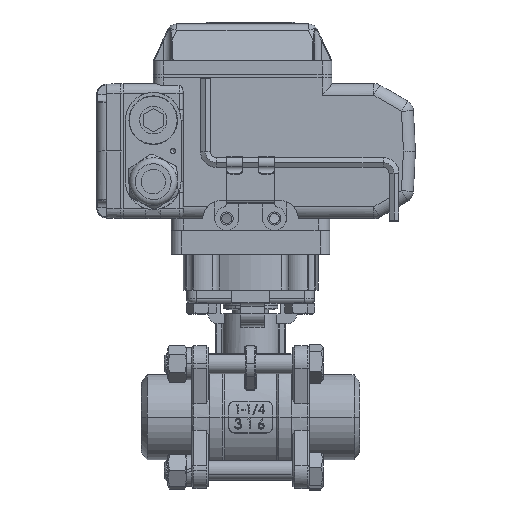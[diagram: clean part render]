
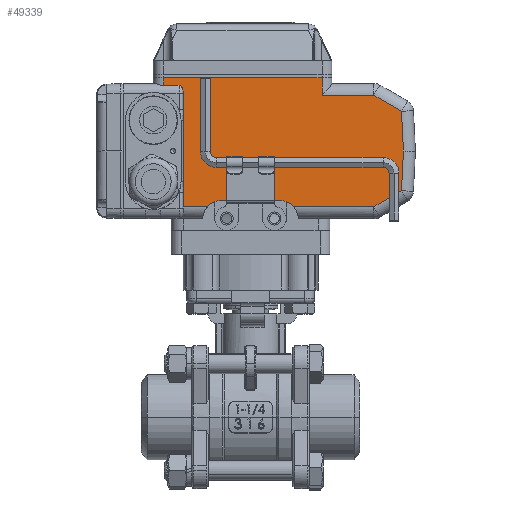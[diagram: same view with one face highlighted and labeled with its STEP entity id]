
A CAD part, top view. The second image highlights one B-rep face of the part: STEP entity #49339.
In plain terms, the highlighted face is planar.
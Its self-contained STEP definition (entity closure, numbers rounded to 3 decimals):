
#2410=B_SPLINE_CURVE_WITH_KNOTS('',3,(#88464,#88465,#88466,#88467,#88468,
#88469,#88470),.UNSPECIFIED.,.F.,.F.,(4,1,1,1,4),(0.,
0.001,0.003,0.004,0.005),
 .UNSPECIFIED.);
#4081=CIRCLE('',#53741,9.);
#4082=CIRCLE('',#53742,9.);
#11216=ORIENTED_EDGE('',*,*,#23443,.T.);
#11217=ORIENTED_EDGE('',*,*,#23444,.F.);
#11218=ORIENTED_EDGE('',*,*,#23445,.F.);
#11219=ORIENTED_EDGE('',*,*,#23446,.F.);
#11220=ORIENTED_EDGE('',*,*,#23447,.T.);
#11221=ORIENTED_EDGE('',*,*,#23448,.T.);
#11222=ORIENTED_EDGE('',*,*,#23449,.T.);
#11223=ORIENTED_EDGE('',*,*,#23450,.T.);
#11224=ORIENTED_EDGE('',*,*,#23451,.T.);
#11225=ORIENTED_EDGE('',*,*,#23452,.T.);
#11226=ORIENTED_EDGE('',*,*,#22550,.F.);
#11227=ORIENTED_EDGE('',*,*,#22533,.F.);
#11228=ORIENTED_EDGE('',*,*,#23442,.T.);
#11229=ORIENTED_EDGE('',*,*,#23453,.T.);
#11230=ORIENTED_EDGE('',*,*,#23454,.T.);
#11231=ORIENTED_EDGE('',*,*,#23455,.T.);
#11232=ORIENTED_EDGE('',*,*,#23456,.T.);
#11233=ORIENTED_EDGE('',*,*,#23457,.T.);
#22533=EDGE_CURVE('',#29226,#29219,#33609,.T.);
#22550=EDGE_CURVE('',#29219,#29243,#33614,.T.);
#23442=EDGE_CURVE('',#29226,#29791,#34016,.T.);
#23443=EDGE_CURVE('',#29792,#29793,#34017,.T.);
#23444=EDGE_CURVE('',#29794,#29793,#4081,.T.);
#23445=EDGE_CURVE('',#29795,#29794,#34018,.T.);
#23446=EDGE_CURVE('',#29796,#29795,#4082,.T.);
#23447=EDGE_CURVE('',#29796,#29797,#34019,.T.);
#23448=EDGE_CURVE('',#29797,#29798,#34020,.T.);
#23449=EDGE_CURVE('',#29798,#29799,#34021,.T.);
#23450=EDGE_CURVE('',#29799,#29800,#34022,.T.);
#23451=EDGE_CURVE('',#29800,#29801,#34023,.T.);
#23452=EDGE_CURVE('',#29801,#29243,#34024,.T.);
#23453=EDGE_CURVE('',#29791,#29802,#34025,.T.);
#23454=EDGE_CURVE('',#29802,#29803,#2410,.T.);
#23455=EDGE_CURVE('',#29803,#29804,#34026,.T.);
#23456=EDGE_CURVE('',#29804,#29805,#34027,.T.);
#23457=EDGE_CURVE('',#29805,#29792,#34028,.T.);
#29219=VERTEX_POINT('',#86486);
#29226=VERTEX_POINT('',#86499);
#29243=VERTEX_POINT('',#86536);
#29791=VERTEX_POINT('',#88439);
#29792=VERTEX_POINT('',#88443);
#29793=VERTEX_POINT('',#88444);
#29794=VERTEX_POINT('',#88446);
#29795=VERTEX_POINT('',#88448);
#29796=VERTEX_POINT('',#88450);
#29797=VERTEX_POINT('',#88452);
#29798=VERTEX_POINT('',#88454);
#29799=VERTEX_POINT('',#88456);
#29800=VERTEX_POINT('',#88458);
#29801=VERTEX_POINT('',#88460);
#29802=VERTEX_POINT('',#88463);
#29803=VERTEX_POINT('',#88471);
#29804=VERTEX_POINT('',#88473);
#29805=VERTEX_POINT('',#88475);
#33609=LINE('',#86500,#37302);
#33614=LINE('',#86535,#37307);
#34016=LINE('',#88440,#37709);
#34017=LINE('',#88442,#37710);
#34018=LINE('',#88447,#37711);
#34019=LINE('',#88451,#37712);
#34020=LINE('',#88453,#37713);
#34021=LINE('',#88455,#37714);
#34022=LINE('',#88457,#37715);
#34023=LINE('',#88459,#37716);
#34024=LINE('',#88461,#37717);
#34025=LINE('',#88462,#37718);
#34026=LINE('',#88472,#37719);
#34027=LINE('',#88474,#37720);
#34028=LINE('',#88476,#37721);
#37302=VECTOR('',#60462,1000.);
#37307=VECTOR('',#60495,1000.);
#37709=VECTOR('',#62433,1000.);
#37710=VECTOR('',#62436,1000.);
#37711=VECTOR('',#62439,1000.);
#37712=VECTOR('',#62442,1000.);
#37713=VECTOR('',#62443,1000.);
#37714=VECTOR('',#62444,1000.);
#37715=VECTOR('',#62445,1000.);
#37716=VECTOR('',#62446,1000.);
#37717=VECTOR('',#62447,1000.);
#37718=VECTOR('',#62448,1000.);
#37719=VECTOR('',#62449,1000.);
#37720=VECTOR('',#62450,1000.);
#37721=VECTOR('',#62451,1000.);
#41256=EDGE_LOOP('',(#11216,#11217,#11218,#11219,#11220,#11221,#11222,#11223,
#11224,#11225,#11226,#11227,#11228,#11229,#11230,#11231,#11232,#11233));
#44727=FACE_BOUND('',#41256,.T.);
#47473=PLANE('',#53740);
#49339=ADVANCED_FACE('',(#44727),#47473,.F.);
#53740=AXIS2_PLACEMENT_3D('',#88441,#62434,#62435);
#53741=AXIS2_PLACEMENT_3D('',#88445,#62437,#62438);
#53742=AXIS2_PLACEMENT_3D('',#88449,#62440,#62441);
#60462=DIRECTION('',(-1.,0.,0.));
#60495=DIRECTION('',(0.,0.,1.));
#62433=DIRECTION('',(0.,0.,1.));
#62434=DIRECTION('',(0.,1.,0.));
#62435=DIRECTION('',(0.,0.,1.));
#62436=DIRECTION('',(-1.,0.,0.));
#62437=DIRECTION('',(0.,-1.,0.));
#62438=DIRECTION('',(0.,0.,1.));
#62439=DIRECTION('',(1.,0.,0.));
#62440=DIRECTION('',(0.,-1.,0.));
#62441=DIRECTION('',(0.,0.,-1.));
#62442=DIRECTION('',(-1.,0.,0.));
#62443=DIRECTION('',(-0.866,0.,-0.5));
#62444=DIRECTION('',(-0.05,0.,-0.999));
#62445=DIRECTION('',(0.05,0.,-0.999));
#62446=DIRECTION('',(0.866,0.,-0.5));
#62447=DIRECTION('',(1.,0.,0.));
#62448=DIRECTION('',(-1.,0.,0.));
#62449=DIRECTION('',(0.,0.,1.));
#62450=DIRECTION('',(0.,0.,1.));
#62451=DIRECTION('',(0.,0.,1.));
#86486=CARTESIAN_POINT('',(-36.,-43.,-37.));
#86499=CARTESIAN_POINT('',(44.,-43.,-37.));
#86500=CARTESIAN_POINT('',(44.,-43.,-37.));
#86535=CARTESIAN_POINT('',(-36.,-43.,-37.));
#86536=CARTESIAN_POINT('',(-36.,-43.,-28.));
#88439=CARTESIAN_POINT('',(44.,-43.,-33.));
#88440=CARTESIAN_POINT('',(44.,-43.,-37.));
#88441=CARTESIAN_POINT('',(-62.144,-43.,-28.));
#88442=CARTESIAN_POINT('',(-62.144,-43.,28.));
#88443=CARTESIAN_POINT('',(34.,-43.,28.));
#88444=CARTESIAN_POINT('',(21.708,-43.,28.));
#88445=CARTESIAN_POINT('',(15.,-43.,34.));
#88446=CARTESIAN_POINT('',(15.,-43.,25.));
#88447=CARTESIAN_POINT('',(-15.,-43.,25.));
#88448=CARTESIAN_POINT('',(-15.,-43.,25.));
#88449=CARTESIAN_POINT('',(-15.,-43.,34.));
#88450=CARTESIAN_POINT('',(-21.708,-43.,28.));
#88451=CARTESIAN_POINT('',(-62.144,-43.,28.));
#88452=CARTESIAN_POINT('',(-62.144,-43.,28.));
#88453=CARTESIAN_POINT('',(-76.,-43.,20.));
#88454=CARTESIAN_POINT('',(-76.,-43.,20.));
#88455=CARTESIAN_POINT('',(-77.007,-43.,-0.297));
#88456=CARTESIAN_POINT('',(-76.993,-43.,0.));
#88457=CARTESIAN_POINT('',(-76.,-43.,-20.));
#88458=CARTESIAN_POINT('',(-76.,-43.,-20.));
#88459=CARTESIAN_POINT('',(-62.144,-43.,-28.));
#88460=CARTESIAN_POINT('',(-62.144,-43.,-28.));
#88461=CARTESIAN_POINT('',(-36.,-43.,-28.));
#88462=CARTESIAN_POINT('',(44.,-43.,-33.));
#88463=CARTESIAN_POINT('',(36.,-43.,-33.));
#88464=CARTESIAN_POINT('',(36.,-43.,-33.));
#88465=CARTESIAN_POINT('',(35.576,-43.,-33.));
#88466=CARTESIAN_POINT('',(34.756,-43.,-32.643));
#88467=CARTESIAN_POINT('',(34.128,-43.,-31.495));
#88468=CARTESIAN_POINT('',(33.99,-43.,-30.249));
#88469=CARTESIAN_POINT('',(34.,-43.,-29.417));
#88470=CARTESIAN_POINT('',(34.,-43.,-29.));
#88471=CARTESIAN_POINT('',(34.,-43.,-29.));
#88472=CARTESIAN_POINT('',(34.,-43.,34.));
#88473=CARTESIAN_POINT('',(34.,-43.,-20.696));
#88474=CARTESIAN_POINT('',(34.,-43.,34.));
#88475=CARTESIAN_POINT('',(34.,-43.,20.696));
#88476=CARTESIAN_POINT('',(34.,-43.,34.));
